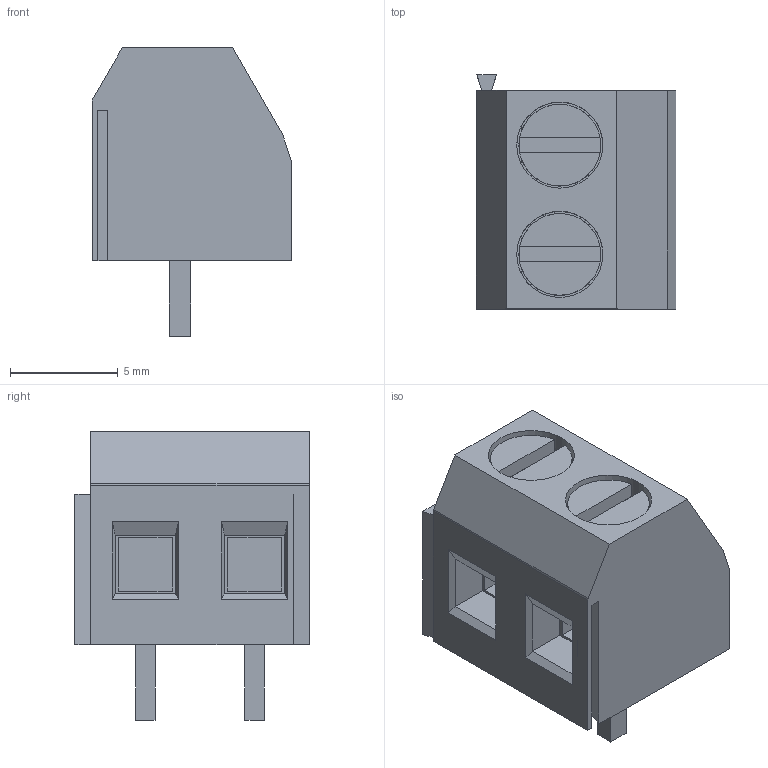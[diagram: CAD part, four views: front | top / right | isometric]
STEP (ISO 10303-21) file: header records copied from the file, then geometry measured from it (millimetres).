
FILE_DESCRIPTION(/* description */ (''),/* implementation_level */ '2;1');
FILE_NAME(/* name */ 'TerminalBlock_Phoenix_MKDS-1,5-2-5.08_1x02_P5.08mm_Horizontal (1).step',/* time_stamp */ '2023-08-05T23:15:10+02:00',/* author */ (''),/* organization */ (''),/* preprocessor_version */ 'ST-DEVELOPER v20',/* originating_system */ 'Autodesk Translation Framework v12.9.0.99',/* authorisation */ '');
FILE_SCHEMA (('AUTOMOTIVE_DESIGN { 1 0 10303 214 3 1 1 }'));
Length unit declared in the file: millimetre
Products named in the file (2): TerminalBlock_Phoenix_MKDS-1,5-2-5.08_1x02_P5.08mm_Horizontal (1); SOLID (4)
Assembly tree (1 placements, depth 2):
  TerminalBlock_Phoenix_MKDS-1,5-2-5.08_1x02_P5.08mm_Horizontal (1)
    SOLID (4)
Bounding box: 9.29 x 10.9 x 13.4 mm (x, y, z)
Volume: 739.9 mm3; surface area: 1015.1 mm2
Topology: 1 solids, 1 shells, 90 faces, 228 edges, 144 vertices
Faces by surface type: plane 86, cylinder 4
Full cylindrical faces by diameter (mm): 3.8 x2, 4 x2
Entity records: 2777 total; most frequent: CARTESIAN_POINT 465, ORIENTED_EDGE 456, DIRECTION 454, EDGE_CURVE 228, LINE 188, VECTOR 188, VERTEX_POINT 144, AXIS2_PLACEMENT_3D 133
